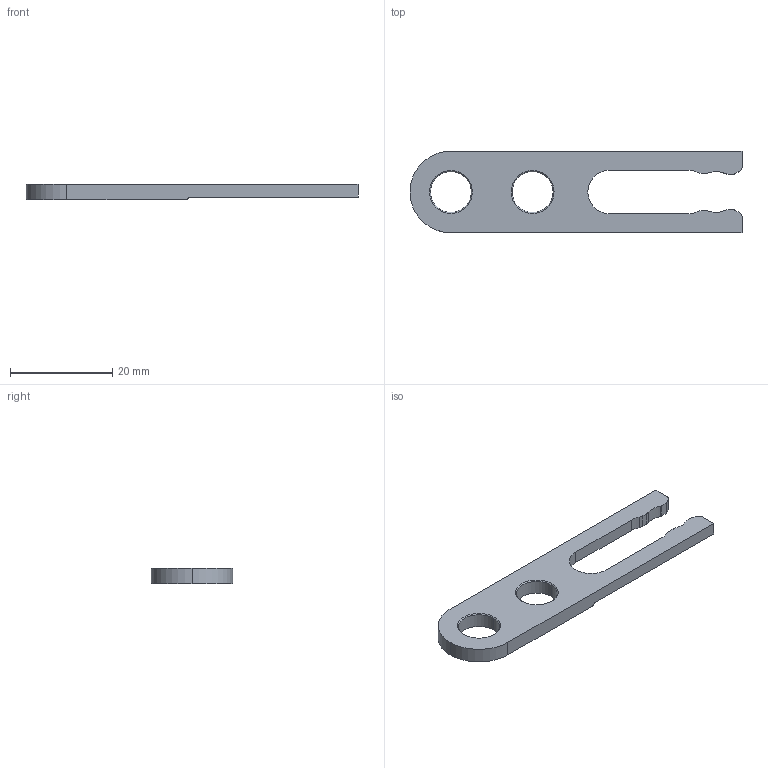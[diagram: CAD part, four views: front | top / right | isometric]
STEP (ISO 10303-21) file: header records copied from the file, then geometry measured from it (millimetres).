
FILE_DESCRIPTION (( 'STEP AP214' ), '1' );
FILE_NAME ('RM651608.STEP', '2013-06-14T09:33:14', ( '' ), ( '' ), 'SwSTEP 2.0', 'SolidWorks 2011', '' );
FILE_SCHEMA (( 'AUTOMOTIVE_DESIGN' ));
Length unit declared in the file: millimetre
Products named in the file (2): RM651608; RM651806
Assembly tree (1 placements, depth 2):
  RM651608
    RM651806
Bounding box: 65 x 16 x 3 mm (x, y, z)
Volume: 1868.7 mm3; surface area: 2059 mm2
Topology: 1 solids, 1 shells, 43 faces, 119 edges, 78 vertices
Faces by surface type: cylinder 24, plane 15, cone 4
Entity records: 1467 total; most frequent: DIRECTION 265, CARTESIAN_POINT 244, ORIENTED_EDGE 238, EDGE_CURVE 119, AXIS2_PLACEMENT_3D 99, VERTEX_POINT 78, LINE 67, VECTOR 67
